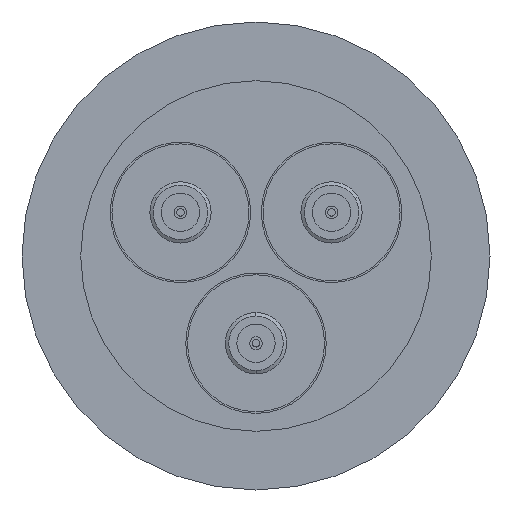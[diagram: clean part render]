
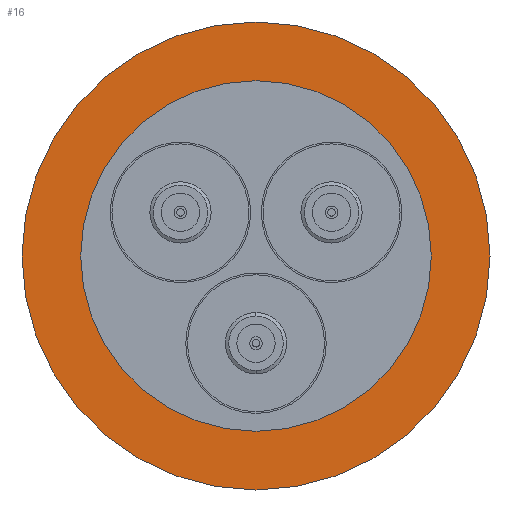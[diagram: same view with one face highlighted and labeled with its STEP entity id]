
A CAD part, left-side view. The second image highlights one B-rep face of the part: STEP entity #16.
In plain terms, the highlighted planar face has unit normal (-1, 0, 0).
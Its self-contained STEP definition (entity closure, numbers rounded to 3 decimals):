
#16 = ADVANCED_FACE ( 'NONE', ( #1822, #356 ), #542, .F. ) ;
#21 = EDGE_CURVE ( 'NONE', #282, #1727, #628, .T. ) ;
#35 = DIRECTION ( 'NONE',  ( -1., 0., 0. ) ) ;
#81 = CARTESIAN_POINT ( 'NONE',  ( 0., 0., 0. ) ) ;
#103 = ORIENTED_EDGE ( 'NONE', *, *, #1219, .F. ) ;
#235 = DIRECTION ( 'NONE',  ( 0., 0., 1. ) ) ;
#282 = VERTEX_POINT ( 'NONE', #1564 ) ;
#356 = FACE_OUTER_BOUND ( 'NONE', #781, .T. ) ;
#390 = ORIENTED_EDGE ( 'NONE', *, *, #21, .T. ) ;
#407 = EDGE_LOOP ( 'NONE', ( #103, #1083 ) ) ;
#507 = DIRECTION ( 'NONE',  ( -1., 0., 0. ) ) ;
#536 = AXIS2_PLACEMENT_3D ( 'NONE', #955, #35, #1094 ) ;
#542 = PLANE ( 'NONE',  #1263 ) ;
#580 = CARTESIAN_POINT ( 'NONE',  ( 0., 0., 0. ) ) ;
#628 = CIRCLE ( 'NONE', #1304, 27.5 ) ;
#692 = CIRCLE ( 'NONE', #1904, 20.6 ) ;
#729 = DIRECTION ( 'NONE',  ( 0., 0., 1. ) ) ;
#781 = EDGE_LOOP ( 'NONE', ( #390, #1329 ) ) ;
#796 = CIRCLE ( 'NONE', #536, 27.5 ) ;
#846 = CARTESIAN_POINT ( 'NONE',  ( 0., 0., -27.5 ) ) ;
#927 = EDGE_CURVE ( 'NONE', #1727, #282, #796, .T. ) ;
#955 = CARTESIAN_POINT ( 'NONE',  ( 0., 0., 0. ) ) ;
#972 = CARTESIAN_POINT ( 'NONE',  ( 0., 0., 20.6 ) ) ;
#1083 = ORIENTED_EDGE ( 'NONE', *, *, #1285, .F. ) ;
#1094 = DIRECTION ( 'NONE',  ( 0., 0., 1. ) ) ;
#1131 = DIRECTION ( 'NONE',  ( -1., 0., 0. ) ) ;
#1217 = CIRCLE ( 'NONE', #1387, 20.6 ) ;
#1219 = EDGE_CURVE ( 'NONE', #1673, #1250, #1217, .T. ) ;
#1250 = VERTEX_POINT ( 'NONE', #1939 ) ;
#1263 = AXIS2_PLACEMENT_3D ( 'NONE', #846, #1272, #1590 ) ;
#1272 = DIRECTION ( 'NONE',  ( 1., 0., 0. ) ) ;
#1285 = EDGE_CURVE ( 'NONE', #1250, #1673, #692, .T. ) ;
#1304 = AXIS2_PLACEMENT_3D ( 'NONE', #81, #1131, #235 ) ;
#1329 = ORIENTED_EDGE ( 'NONE', *, *, #927, .T. ) ;
#1387 = AXIS2_PLACEMENT_3D ( 'NONE', #580, #1623, #729 ) ;
#1388 = CARTESIAN_POINT ( 'NONE',  ( 0., 0., 0. ) ) ;
#1546 = DIRECTION ( 'NONE',  ( 0., 0., 1. ) ) ;
#1564 = CARTESIAN_POINT ( 'NONE',  ( 0., 0., 27.5 ) ) ;
#1580 = CARTESIAN_POINT ( 'NONE',  ( 0., 0., -27.5 ) ) ;
#1590 = DIRECTION ( 'NONE',  ( 0., 0., -1. ) ) ;
#1623 = DIRECTION ( 'NONE',  ( -1., 0., 0. ) ) ;
#1673 = VERTEX_POINT ( 'NONE', #972 ) ;
#1727 = VERTEX_POINT ( 'NONE', #1580 ) ;
#1822 = FACE_BOUND ( 'NONE', #407, .T. ) ;
#1904 = AXIS2_PLACEMENT_3D ( 'NONE', #1388, #507, #1546 ) ;
#1939 = CARTESIAN_POINT ( 'NONE',  ( 0., 0., -20.6 ) ) ;
